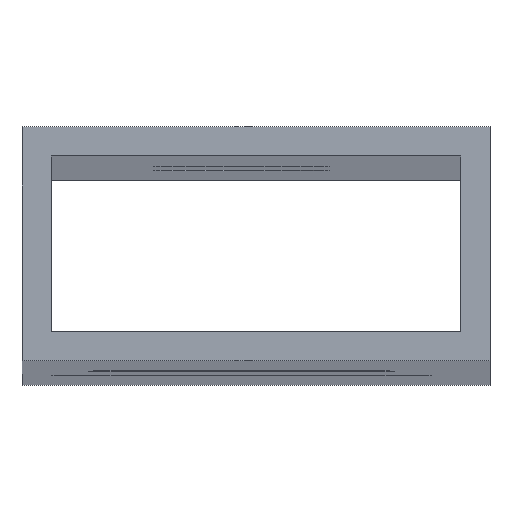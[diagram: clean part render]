
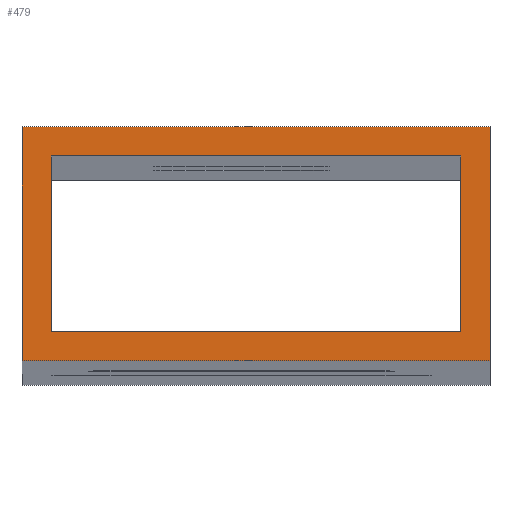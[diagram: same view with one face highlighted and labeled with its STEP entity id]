
A CAD part, top view. The second image highlights one B-rep face of the part: STEP entity #479.
In plain terms, the highlighted planar face has unit normal (0, 0, 1).
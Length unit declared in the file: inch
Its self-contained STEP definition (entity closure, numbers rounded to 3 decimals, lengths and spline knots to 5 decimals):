
#19=LINE('',#765,#45);
#23=LINE('',#772,#49);
#26=LINE('',#778,#52);
#28=LINE('',#781,#54);
#31=LINE('',#789,#57);
#34=LINE('',#795,#60);
#37=LINE('',#801,#63);
#40=LINE('',#805,#66);
#45=VECTOR('',#645,0.3937);
#49=VECTOR('',#651,0.3937);
#52=VECTOR('',#656,0.3937);
#54=VECTOR('',#660,0.3937);
#57=VECTOR('',#665,0.3937);
#60=VECTOR('',#670,0.3937);
#63=VECTOR('',#675,0.3937);
#66=VECTOR('',#680,0.3937);
#75=PLANE('',#551);
#117=FACE_BOUND('',#206,.T.);
#141=FACE_OUTER_BOUND('',#205,.T.);
#205=EDGE_LOOP('',(#427,#428,#429,#430));
#206=EDGE_LOOP('',(#431,#432,#433,#434));
#267=VERTEX_POINT('',#762);
#268=VERTEX_POINT('',#764);
#270=VERTEX_POINT('',#770);
#272=VERTEX_POINT('',#776);
#275=VERTEX_POINT('',#786);
#276=VERTEX_POINT('',#788);
#278=VERTEX_POINT('',#794);
#280=VERTEX_POINT('',#800);
#313=EDGE_CURVE('',#268,#267,#19,.T.);
#317=EDGE_CURVE('',#267,#270,#23,.T.);
#320=EDGE_CURVE('',#270,#272,#26,.T.);
#322=EDGE_CURVE('',#272,#268,#28,.T.);
#325=EDGE_CURVE('',#276,#275,#31,.T.);
#328=EDGE_CURVE('',#278,#276,#34,.T.);
#331=EDGE_CURVE('',#280,#278,#37,.T.);
#334=EDGE_CURVE('',#275,#280,#40,.T.);
#427=ORIENTED_EDGE('',*,*,#334,.T.);
#428=ORIENTED_EDGE('',*,*,#331,.T.);
#429=ORIENTED_EDGE('',*,*,#328,.T.);
#430=ORIENTED_EDGE('',*,*,#325,.T.);
#431=ORIENTED_EDGE('',*,*,#317,.T.);
#432=ORIENTED_EDGE('',*,*,#320,.T.);
#433=ORIENTED_EDGE('',*,*,#322,.T.);
#434=ORIENTED_EDGE('',*,*,#313,.T.);
#479=ADVANCED_FACE('',(#141,#117),#75,.T.);
#551=AXIS2_PLACEMENT_3D('',#806,#681,#682);
#645=DIRECTION('',(-1.,0.,0.));
#651=DIRECTION('',(0.,1.,0.));
#656=DIRECTION('',(1.,0.,0.));
#660=DIRECTION('',(0.,-1.,0.));
#665=DIRECTION('',(0.,-1.,0.));
#670=DIRECTION('',(-1.,0.,0.));
#675=DIRECTION('',(0.,1.,0.));
#680=DIRECTION('',(1.,0.,0.));
#681=DIRECTION('center_axis',(0.,0.,1.));
#682=DIRECTION('ref_axis',(1.,0.,0.));
#762=CARTESIAN_POINT('',(0.125,0.125,60.));
#764=CARTESIAN_POINT('',(1.875,0.125,60.));
#765=CARTESIAN_POINT('',(0.5,0.125,60.));
#770=CARTESIAN_POINT('',(0.125,0.875,60.));
#772=CARTESIAN_POINT('',(0.125,0.75,60.));
#776=CARTESIAN_POINT('',(1.875,0.875,60.));
#778=CARTESIAN_POINT('',(1.5,0.875,60.));
#781=CARTESIAN_POINT('',(1.875,0.25,60.));
#786=CARTESIAN_POINT('',(0.,0.,60.));
#788=CARTESIAN_POINT('',(0.,1.,60.));
#789=CARTESIAN_POINT('',(0.,1.,60.));
#794=CARTESIAN_POINT('',(2.,1.,60.));
#795=CARTESIAN_POINT('',(2.,1.,60.));
#800=CARTESIAN_POINT('',(2.,0.,60.));
#801=CARTESIAN_POINT('',(2.,0.,60.));
#805=CARTESIAN_POINT('',(0.,0.,60.));
#806=CARTESIAN_POINT('Origin',(1.,0.5,60.));
